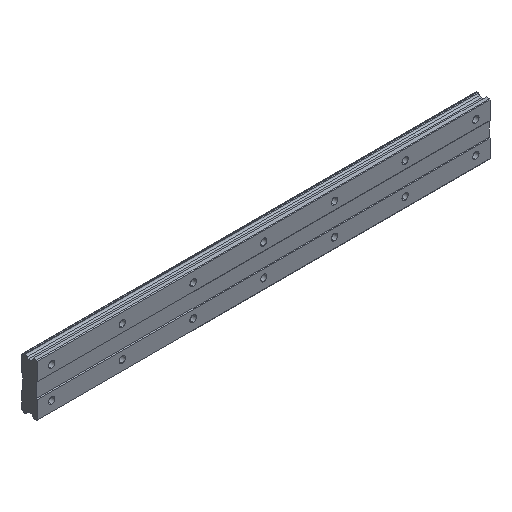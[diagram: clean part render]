
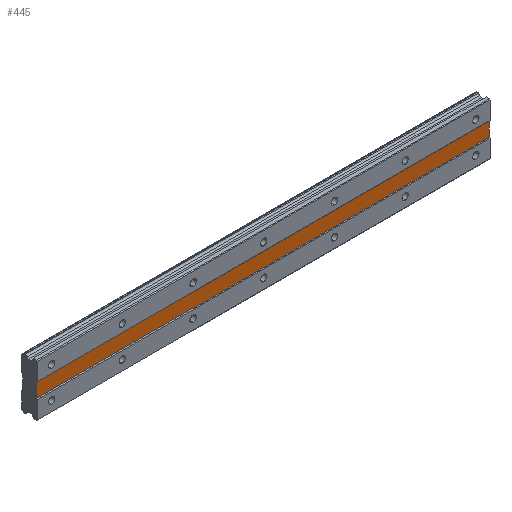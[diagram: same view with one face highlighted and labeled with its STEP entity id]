
A CAD part, isometric view. The second image highlights one B-rep face of the part: STEP entity #445.
In plain terms, the highlighted planar face has unit normal (0, -1, 0).
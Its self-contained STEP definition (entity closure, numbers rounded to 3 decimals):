
#5 = ORIENTED_EDGE ( 'NONE', *, *, #3302, .T. ) ;
#32 = CARTESIAN_POINT ( 'NONE',  ( 310., 0.5, -5. ) ) ;
#111 = CARTESIAN_POINT ( 'NONE',  ( 310., 0.5, 18.34 ) ) ;
#150 = EDGE_CURVE ( 'NONE', #3186, #2424, #395, .T. ) ;
#162 = VERTEX_POINT ( 'NONE', #3078 ) ;
#330 = LINE ( 'NONE', #111, #1581 ) ;
#395 = LINE ( 'NONE', #941, #3166 ) ;
#418 = LINE ( 'NONE', #1446, #1745 ) ;
#445 = ADVANCED_FACE ( 'NONE', ( #994 ), #3038, .F. ) ;
#644 = DIRECTION ( 'NONE',  ( 1., 0., 0. ) ) ;
#901 = CARTESIAN_POINT ( 'NONE',  ( 310., 0.5, 5. ) ) ;
#913 = ORIENTED_EDGE ( 'NONE', *, *, #2551, .F. ) ;
#941 = CARTESIAN_POINT ( 'NONE',  ( -10., 0.5, 18.34 ) ) ;
#994 = FACE_OUTER_BOUND ( 'NONE', #1739, .T. ) ;
#1047 = VERTEX_POINT ( 'NONE', #32 ) ;
#1446 = CARTESIAN_POINT ( 'NONE',  ( 310., 0.5, -5. ) ) ;
#1514 = DIRECTION ( 'NONE',  ( 0., 1., 0. ) ) ;
#1569 = ORIENTED_EDGE ( 'NONE', *, *, #2169, .F. ) ;
#1581 = VECTOR ( 'NONE', #1585, 1000. ) ;
#1585 = DIRECTION ( 'NONE',  ( 0., 0., -1. ) ) ;
#1739 = EDGE_LOOP ( 'NONE', ( #5, #1569, #913, #2288 ) ) ;
#1745 = VECTOR ( 'NONE', #1885, 1000. ) ;
#1872 = CARTESIAN_POINT ( 'NONE',  ( -10., 0.5, -5. ) ) ;
#1885 = DIRECTION ( 'NONE',  ( 1., 0., 0. ) ) ;
#1961 = DIRECTION ( 'NONE',  ( 0., 0., -1. ) ) ;
#2143 = AXIS2_PLACEMENT_3D ( 'NONE', #2775, #1514, #2530 ) ;
#2169 = EDGE_CURVE ( 'NONE', #162, #1047, #330, .T. ) ;
#2288 = ORIENTED_EDGE ( 'NONE', *, *, #150, .T. ) ;
#2424 = VERTEX_POINT ( 'NONE', #1872 ) ;
#2530 = DIRECTION ( 'NONE',  ( 0., 0., 1. ) ) ;
#2551 = EDGE_CURVE ( 'NONE', #3186, #162, #2698, .T. ) ;
#2698 = LINE ( 'NONE', #901, #2903 ) ;
#2775 = CARTESIAN_POINT ( 'NONE',  ( 310., 0.5, 5. ) ) ;
#2903 = VECTOR ( 'NONE', #644, 1000. ) ;
#2915 = CARTESIAN_POINT ( 'NONE',  ( -10., 0.5, 5. ) ) ;
#3038 = PLANE ( 'NONE',  #2143 ) ;
#3078 = CARTESIAN_POINT ( 'NONE',  ( 310., 0.5, 5. ) ) ;
#3166 = VECTOR ( 'NONE', #1961, 1000. ) ;
#3186 = VERTEX_POINT ( 'NONE', #2915 ) ;
#3302 = EDGE_CURVE ( 'NONE', #2424, #1047, #418, .T. ) ;
